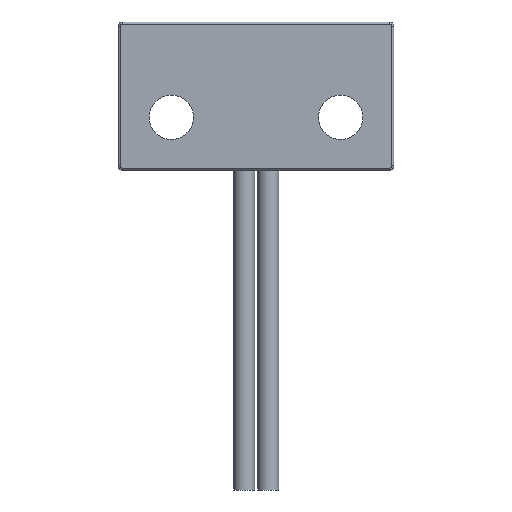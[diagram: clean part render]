
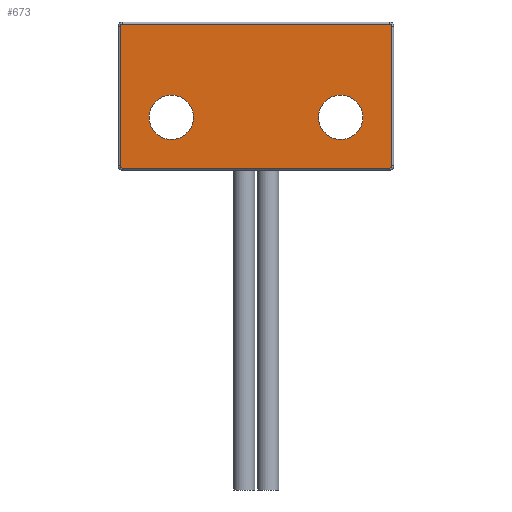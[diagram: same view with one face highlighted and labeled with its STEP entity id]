
A CAD part, front view. The second image highlights one B-rep face of the part: STEP entity #673.
In plain terms, the highlighted planar face has unit normal (0, -1, 0).
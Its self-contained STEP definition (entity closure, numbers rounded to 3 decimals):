
#22 = CARTESIAN_POINT ( 'NONE',  ( -6.4, -1., -3.3 ) ) ;
#25 = CARTESIAN_POINT ( 'NONE',  ( 6.3, -1., -3.4 ) ) ;
#37 = VECTOR ( 'NONE', #373, 1000. ) ;
#43 = CARTESIAN_POINT ( 'NONE',  ( -4., -1., -1. ) ) ;
#44 = EDGE_LOOP ( 'NONE', ( #395, #333, #1256, #671, #748, #910, #1150, #1157 ) ) ;
#48 = EDGE_LOOP ( 'NONE', ( #1245, #104 ) ) ;
#50 = CARTESIAN_POINT ( 'NONE',  ( 6.4, -1., 3.3 ) ) ;
#51 = VERTEX_POINT ( 'NONE', #348 ) ;
#60 = DIRECTION ( 'NONE',  ( 0., 1., 0. ) ) ;
#66 = VERTEX_POINT ( 'NONE', #801 ) ;
#104 = ORIENTED_EDGE ( 'NONE', *, *, #884, .T. ) ;
#128 = EDGE_CURVE ( 'NONE', #66, #611, #627, .T. ) ;
#160 = CIRCLE ( 'NONE', #991, 1.05 ) ;
#164 = DIRECTION ( 'NONE',  ( 0., 0., -1. ) ) ;
#198 = VERTEX_POINT ( 'NONE', #484 ) ;
#210 = AXIS2_PLACEMENT_3D ( 'NONE', #1160, #315, #623 ) ;
#214 = VERTEX_POINT ( 'NONE', #594 ) ;
#227 = CARTESIAN_POINT ( 'NONE',  ( 4., -1., -2.05 ) ) ;
#229 = DIRECTION ( 'NONE',  ( 0., 0., 1. ) ) ;
#239 = VECTOR ( 'NONE', #1246, 1000. ) ;
#267 = PLANE ( 'NONE',  #1298 ) ;
#315 = DIRECTION ( 'NONE',  ( 0., -1., 0. ) ) ;
#325 = DIRECTION ( 'NONE',  ( 0., -1., 0. ) ) ;
#333 = ORIENTED_EDGE ( 'NONE', *, *, #1138, .T. ) ;
#348 = CARTESIAN_POINT ( 'NONE',  ( -4., -1., 0.05 ) ) ;
#352 = DIRECTION ( 'NONE',  ( 0., 0., -1. ) ) ;
#365 = CIRCLE ( 'NONE', #429, 1.05 ) ;
#373 = DIRECTION ( 'NONE',  ( -1., 0., 0. ) ) ;
#382 = DIRECTION ( 'NONE',  ( 0., 0., -1. ) ) ;
#390 = AXIS2_PLACEMENT_3D ( 'NONE', #914, #909, #382 ) ;
#395 = ORIENTED_EDGE ( 'NONE', *, *, #676, .T. ) ;
#418 = EDGE_CURVE ( 'NONE', #1214, #1162, #1083, .T. ) ;
#429 = AXIS2_PLACEMENT_3D ( 'NONE', #691, #1139, #817 ) ;
#442 = EDGE_LOOP ( 'NONE', ( #1017, #1166 ) ) ;
#471 = DIRECTION ( 'NONE',  ( 1., 0., 0. ) ) ;
#480 = DIRECTION ( 'NONE',  ( 0., 1., 0. ) ) ;
#482 = CARTESIAN_POINT ( 'NONE',  ( -6.3, -1., -3.3 ) ) ;
#484 = CARTESIAN_POINT ( 'NONE',  ( -6.3, -1., 3.4 ) ) ;
#487 = DIRECTION ( 'NONE',  ( 0., 0., -1. ) ) ;
#494 = AXIS2_PLACEMENT_3D ( 'NONE', #1381, #325, #352 ) ;
#500 = LINE ( 'NONE', #25, #562 ) ;
#513 = VERTEX_POINT ( 'NONE', #227 ) ;
#528 = LINE ( 'NONE', #50, #239 ) ;
#535 = CIRCLE ( 'NONE', #1289, 1.05 ) ;
#562 = VECTOR ( 'NONE', #471, 1000. ) ;
#568 = CARTESIAN_POINT ( 'NONE',  ( -6.3, -1., -3.4 ) ) ;
#585 = CIRCLE ( 'NONE', #625, 0.1 ) ;
#594 = CARTESIAN_POINT ( 'NONE',  ( -4., -1., -2.05 ) ) ;
#611 = VERTEX_POINT ( 'NONE', #22 ) ;
#623 = DIRECTION ( 'NONE',  ( 0., 0., -1. ) ) ;
#625 = AXIS2_PLACEMENT_3D ( 'NONE', #482, #821, #164 ) ;
#627 = LINE ( 'NONE', #690, #679 ) ;
#653 = VERTEX_POINT ( 'NONE', #1235 ) ;
#671 = ORIENTED_EDGE ( 'NONE', *, *, #714, .T. ) ;
#673 = ADVANCED_FACE ( 'NONE', ( #1008, #1170, #1292 ), #267, .T. ) ;
#676 = EDGE_CURVE ( 'NONE', #815, #198, #1187, .T. ) ;
#679 = VECTOR ( 'NONE', #1217, 1000. ) ;
#690 = CARTESIAN_POINT ( 'NONE',  ( -6.4, -1., -3.3 ) ) ;
#691 = CARTESIAN_POINT ( 'NONE',  ( 4., -1., -1. ) ) ;
#699 = EDGE_CURVE ( 'NONE', #1162, #812, #528, .T. ) ;
#701 = CARTESIAN_POINT ( 'NONE',  ( -6.3, -1., 3.4 ) ) ;
#714 = EDGE_CURVE ( 'NONE', #611, #1352, #585, .T. ) ;
#748 = ORIENTED_EDGE ( 'NONE', *, *, #856, .T. ) ;
#749 = CIRCLE ( 'NONE', #494, 0.1 ) ;
#775 = CARTESIAN_POINT ( 'NONE',  ( 6.3, -1., 3.4 ) ) ;
#801 = CARTESIAN_POINT ( 'NONE',  ( -6.4, -1., 3.3 ) ) ;
#812 = VERTEX_POINT ( 'NONE', #892 ) ;
#815 = VERTEX_POINT ( 'NONE', #775 ) ;
#817 = DIRECTION ( 'NONE',  ( 0., 0., 1. ) ) ;
#821 = DIRECTION ( 'NONE',  ( 0., -1., 0. ) ) ;
#836 = DIRECTION ( 'NONE',  ( 0., 0., 1. ) ) ;
#850 = EDGE_CURVE ( 'NONE', #653, #513, #365, .T. ) ;
#856 = EDGE_CURVE ( 'NONE', #1352, #1214, #500, .T. ) ;
#884 = EDGE_CURVE ( 'NONE', #214, #51, #160, .T. ) ;
#892 = CARTESIAN_POINT ( 'NONE',  ( 6.4, -1., 3.3 ) ) ;
#909 = DIRECTION ( 'NONE',  ( 0., -1., 0. ) ) ;
#910 = ORIENTED_EDGE ( 'NONE', *, *, #418, .T. ) ;
#914 = CARTESIAN_POINT ( 'NONE',  ( 6.3, -1., 3.3 ) ) ;
#915 = EDGE_CURVE ( 'NONE', #812, #815, #1230, .T. ) ;
#922 = DIRECTION ( 'NONE',  ( 0., -1., 0. ) ) ;
#937 = CARTESIAN_POINT ( 'NONE',  ( -4., -1., -1. ) ) ;
#971 = EDGE_CURVE ( 'NONE', #51, #214, #1039, .T. ) ;
#991 = AXIS2_PLACEMENT_3D ( 'NONE', #43, #480, #1019 ) ;
#1008 = FACE_OUTER_BOUND ( 'NONE', #44, .T. ) ;
#1017 = ORIENTED_EDGE ( 'NONE', *, *, #850, .T. ) ;
#1019 = DIRECTION ( 'NONE',  ( 0., 0., 1. ) ) ;
#1033 = CARTESIAN_POINT ( 'NONE',  ( 0., -1., 0. ) ) ;
#1039 = CIRCLE ( 'NONE', #1073, 1.05 ) ;
#1072 = CARTESIAN_POINT ( 'NONE',  ( 6.3, -1., -3.4 ) ) ;
#1073 = AXIS2_PLACEMENT_3D ( 'NONE', #937, #60, #836 ) ;
#1083 = CIRCLE ( 'NONE', #210, 0.1 ) ;
#1138 = EDGE_CURVE ( 'NONE', #198, #66, #749, .T. ) ;
#1139 = DIRECTION ( 'NONE',  ( 0., 1., 0. ) ) ;
#1150 = ORIENTED_EDGE ( 'NONE', *, *, #699, .T. ) ;
#1157 = ORIENTED_EDGE ( 'NONE', *, *, #915, .T. ) ;
#1160 = CARTESIAN_POINT ( 'NONE',  ( 6.3, -1., -3.3 ) ) ;
#1162 = VERTEX_POINT ( 'NONE', #1404 ) ;
#1166 = ORIENTED_EDGE ( 'NONE', *, *, #1336, .T. ) ;
#1170 = FACE_BOUND ( 'NONE', #442, .T. ) ;
#1187 = LINE ( 'NONE', #701, #37 ) ;
#1206 = CARTESIAN_POINT ( 'NONE',  ( 4., -1., -1. ) ) ;
#1214 = VERTEX_POINT ( 'NONE', #1072 ) ;
#1217 = DIRECTION ( 'NONE',  ( 0., 0., -1. ) ) ;
#1230 = CIRCLE ( 'NONE', #390, 0.1 ) ;
#1235 = CARTESIAN_POINT ( 'NONE',  ( 4., -1., 0.05 ) ) ;
#1245 = ORIENTED_EDGE ( 'NONE', *, *, #971, .T. ) ;
#1246 = DIRECTION ( 'NONE',  ( 0., 0., 1. ) ) ;
#1256 = ORIENTED_EDGE ( 'NONE', *, *, #128, .T. ) ;
#1289 = AXIS2_PLACEMENT_3D ( 'NONE', #1206, #1319, #229 ) ;
#1292 = FACE_BOUND ( 'NONE', #48, .T. ) ;
#1298 = AXIS2_PLACEMENT_3D ( 'NONE', #1033, #922, #487 ) ;
#1319 = DIRECTION ( 'NONE',  ( 0., 1., 0. ) ) ;
#1336 = EDGE_CURVE ( 'NONE', #513, #653, #535, .T. ) ;
#1352 = VERTEX_POINT ( 'NONE', #568 ) ;
#1381 = CARTESIAN_POINT ( 'NONE',  ( -6.3, -1., 3.3 ) ) ;
#1404 = CARTESIAN_POINT ( 'NONE',  ( 6.4, -1., -3.3 ) ) ;
